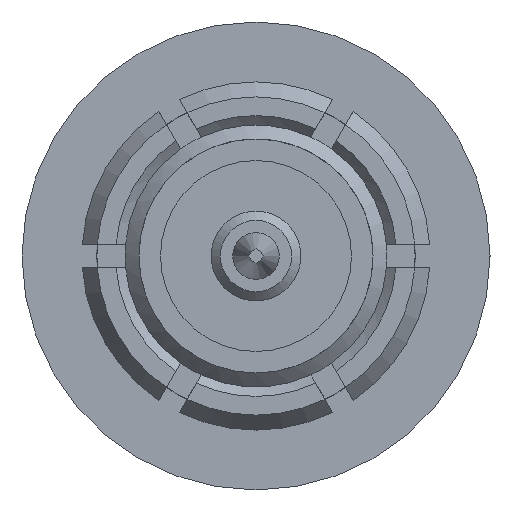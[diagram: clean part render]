
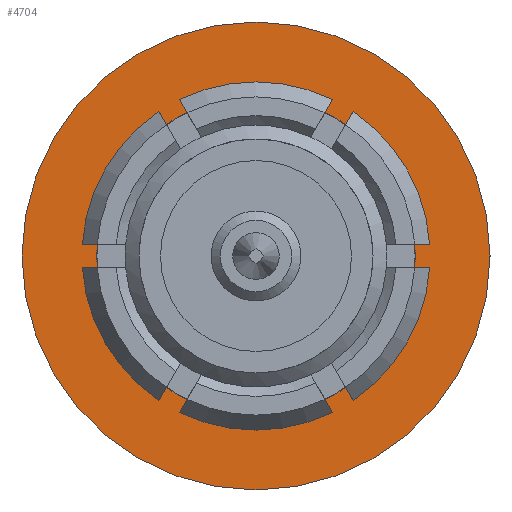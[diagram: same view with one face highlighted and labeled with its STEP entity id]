
A CAD part, front view. The second image highlights one B-rep face of the part: STEP entity #4704.
In plain terms, the highlighted planar face has unit normal (0, -1, 0).
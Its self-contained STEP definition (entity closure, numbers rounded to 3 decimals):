
#632=ORIENTED_EDGE('',*,*,#1559,.F.);
#633=ORIENTED_EDGE('',*,*,#1560,.F.);
#1559=EDGE_CURVE('',#2033,#2033,#2363,.T.);
#1560=EDGE_CURVE('',#2034,#2034,#2364,.F.);
#2033=VERTEX_POINT('',#6405);
#2034=VERTEX_POINT('',#6408);
#2363=CIRCLE('',#4943,2.5);
#2364=CIRCLE('',#4945,1.7);
#2594=EDGE_LOOP('',(#632));
#2595=EDGE_LOOP('',(#633));
#2874=FACE_BOUND('',#2594,.T.);
#2875=FACE_BOUND('',#2595,.T.);
#3121=PLANE('',#4944);
#4704=ADVANCED_FACE('',(#2874,#2875),#3121,.F.);
#4943=AXIS2_PLACEMENT_3D('',#6404,#5410,#5411);
#4944=AXIS2_PLACEMENT_3D('',#6406,#5412,#5413);
#4945=AXIS2_PLACEMENT_3D('',#6407,#5414,#5415);
#5410=DIRECTION('',(0.,1.,0.));
#5411=DIRECTION('',(1.,0.,0.));
#5412=DIRECTION('',(0.,1.,0.));
#5413=DIRECTION('',(0.,0.,1.));
#5414=DIRECTION('',(0.,1.,0.));
#5415=DIRECTION('',(0.,0.,1.));
#6404=CARTESIAN_POINT('',(0.,-72.,0.));
#6405=CARTESIAN_POINT('',(2.5,-72.,0.));
#6406=CARTESIAN_POINT('',(0.,-72.,0.));
#6407=CARTESIAN_POINT('',(0.,-72.,0.));
#6408=CARTESIAN_POINT('',(0.,-72.,1.7));
